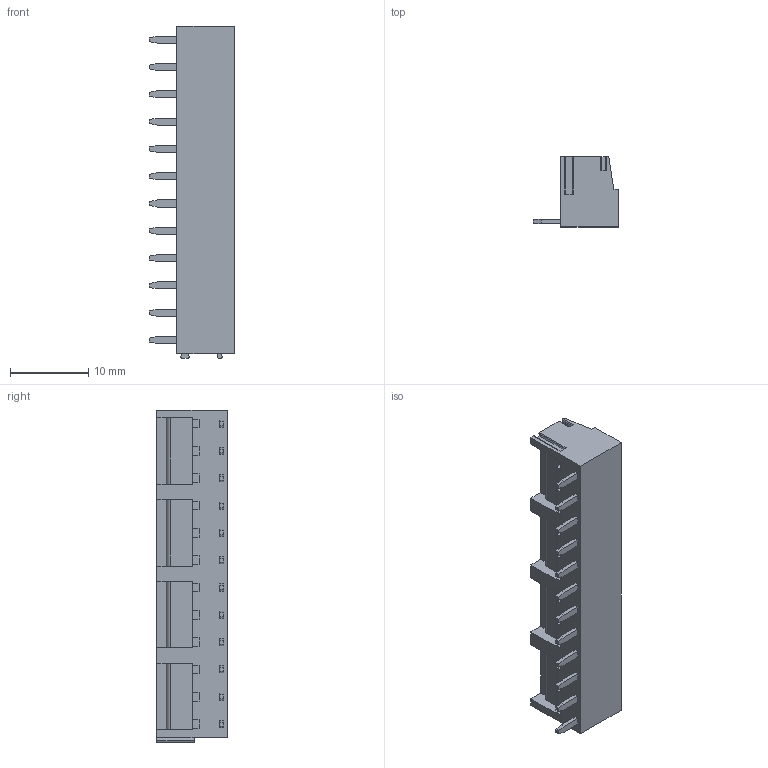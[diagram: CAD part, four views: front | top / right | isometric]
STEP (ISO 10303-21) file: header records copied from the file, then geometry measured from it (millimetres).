
FILE_DESCRIPTION((''),'2;1');
FILE_NAME('PRT0001','2025-02-21T',('sj'),(''),'PRO/ENGINEER BY PARAMETRIC TECHNOLOGY CORPORATION, 2013240','PRO/ENGINEER BY PARAMETRIC TECHNOLOGY CORPORATION, 2013240','');
FILE_SCHEMA(('AUTOMOTIVE_DESIGN_CC2 { 1 2 10303 214 -1 1 5 2 }'));
Length unit declared in the file: millimetre
Products named in the file (1): PRT0001
Bounding box: 10.9 x 9 x 42.55 mm (x, y, z)
Volume: 2247.1 mm3; surface area: 2126 mm2
Topology: 1 solids, 1 shells, 524 faces, 1290 edges, 804 vertices
Faces by surface type: plane 344, cylinder 108, cone 72
Entity records: 15218 total; most frequent: DIRECTION 2626, CARTESIAN_POINT 2618, ORIENTED_EDGE 2580, EDGE_CURVE 1290, VECTOR 1002, LINE 1002, AXIS2_PLACEMENT_3D 812, VERTEX_POINT 804
